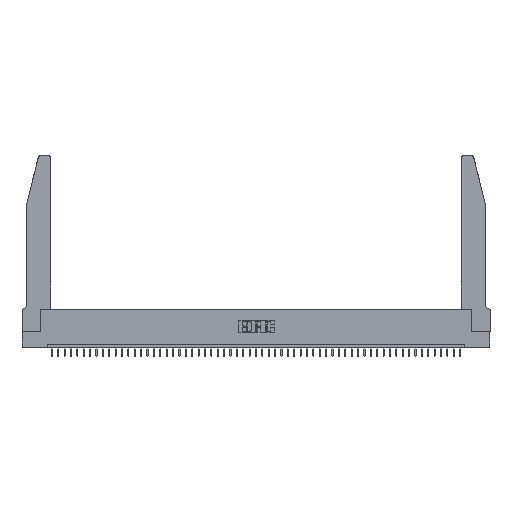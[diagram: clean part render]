
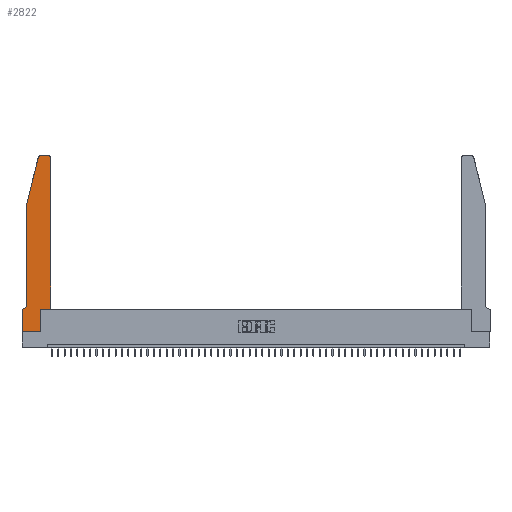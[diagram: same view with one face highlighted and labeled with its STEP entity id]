
A CAD part, top view. The second image highlights one B-rep face of the part: STEP entity #2822.
In plain terms, the highlighted planar face has unit normal (0, 0, 1).
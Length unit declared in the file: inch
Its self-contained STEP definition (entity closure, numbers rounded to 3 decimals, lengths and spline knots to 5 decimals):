
#134 = ORIENTED_EDGE ( 'NONE', *, *, #18898, .T. ) ;
#365 = CARTESIAN_POINT ( 'NONE',  ( 0.4205, 2.72, 0.37 ) ) ;
#432 = CIRCLE ( 'NONE', #28941, 0.03 ) ;
#865 = CARTESIAN_POINT ( 'NONE',  ( 0., 0., 0.37 ) ) ;
#1783 = VERTEX_POINT ( 'NONE', #48749 ) ;
#1916 = CARTESIAN_POINT ( 'NONE',  ( 0.2605, 2.75, 0.37 ) ) ;
#2741 = VERTEX_POINT ( 'NONE', #12081 ) ;
#2822 = ADVANCED_FACE ( 'NONE', ( #24332 ), #32765, .T. ) ;
#3073 = DIRECTION ( 'NONE',  ( 1., 0., 0. ) ) ;
#3742 = CARTESIAN_POINT ( 'NONE',  ( 0.284, 2.75, 0.37 ) ) ;
#3862 = CARTESIAN_POINT ( 'NONE',  ( 0.2865, 0.35, 0.37 ) ) ;
#4059 = ORIENTED_EDGE ( 'NONE', *, *, #42924, .T. ) ;
#4847 = ORIENTED_EDGE ( 'NONE', *, *, #39655, .T. ) ;
#5231 = LINE ( 'NONE', #47838, #47369 ) ;
#5390 = VERTEX_POINT ( 'NONE', #28237 ) ;
#6794 = EDGE_CURVE ( 'NONE', #17552, #50232, #18097, .T. ) ;
#7841 = EDGE_CURVE ( 'NONE', #50232, #10730, #13360, .T. ) ;
#8383 = VECTOR ( 'NONE', #45711, 39.37008 ) ;
#8586 = ORIENTED_EDGE ( 'NONE', *, *, #7841, .T. ) ;
#8779 = EDGE_CURVE ( 'NONE', #5390, #23029, #9930, .T. ) ;
#8953 = CARTESIAN_POINT ( 'NONE',  ( 0.0755, 2., 0.37 ) ) ;
#9046 = DIRECTION ( 'NONE',  ( -1., 0., 0. ) ) ;
#9251 = CARTESIAN_POINT ( 'NONE',  ( 0., 0.35, 0.37 ) ) ;
#9408 = ORIENTED_EDGE ( 'NONE', *, *, #45030, .T. ) ;
#9465 = VERTEX_POINT ( 'NONE', #44386 ) ;
#9930 = LINE ( 'NONE', #37366, #15824 ) ;
#10543 = CARTESIAN_POINT ( 'NONE',  ( 0.0755, 0.42, 0.37 ) ) ;
#10730 = VERTEX_POINT ( 'NONE', #3742 ) ;
#10922 = VERTEX_POINT ( 'NONE', #21037 ) ;
#10994 = DIRECTION ( 'NONE',  ( 0., 0., 1. ) ) ;
#12081 = CARTESIAN_POINT ( 'NONE',  ( 0.2865, 0., 0.37 ) ) ;
#12767 = DIRECTION ( 'NONE',  ( 0., -1., 0. ) ) ;
#13360 = LINE ( 'NONE', #1916, #36211 ) ;
#13580 = ORIENTED_EDGE ( 'NONE', *, *, #6794, .T. ) ;
#13849 = VECTOR ( 'NONE', #19423, 39.37008 ) ;
#13999 = CARTESIAN_POINT ( 'NONE',  ( 0.4505, 2.72, 0.37 ) ) ;
#14025 = DIRECTION ( 'NONE',  ( 1., 0., 0. ) ) ;
#14033 = DIRECTION ( 'NONE',  ( -1., 0., 0. ) ) ;
#14103 = CARTESIAN_POINT ( 'NONE',  ( 0.4505, 0.35, 0.37 ) ) ;
#14230 = CARTESIAN_POINT ( 'NONE',  ( 0.0755, 2., 0.37 ) ) ;
#15740 = DIRECTION ( 'NONE',  ( -0.239, -0.971, 0. ) ) ;
#15824 = VECTOR ( 'NONE', #3073, 39.37008 ) ;
#16478 = LINE ( 'NONE', #23405, #37742 ) ;
#17439 = LINE ( 'NONE', #14103, #8383 ) ;
#17552 = VERTEX_POINT ( 'NONE', #13999 ) ;
#18097 = CIRCLE ( 'NONE', #32833, 0.03 ) ;
#18395 = CARTESIAN_POINT ( 'NONE',  ( 0.284, 2.72, 0.37 ) ) ;
#18898 = EDGE_CURVE ( 'NONE', #35748, #9465, #34893, .T. ) ;
#19423 = DIRECTION ( 'NONE',  ( 0., 1., 0. ) ) ;
#19725 = DIRECTION ( 'NONE',  ( 1., 0., 0. ) ) ;
#20740 = DIRECTION ( 'NONE',  ( 0., 0., 1. ) ) ;
#21037 = CARTESIAN_POINT ( 'NONE',  ( 0.0055, 0.35, 0.37 ) ) ;
#21710 = EDGE_CURVE ( 'NONE', #9465, #2741, #5231, .T. ) ;
#23029 = VERTEX_POINT ( 'NONE', #29261 ) ;
#23250 = LINE ( 'NONE', #3862, #13849 ) ;
#23405 = CARTESIAN_POINT ( 'NONE',  ( 0.0755, 2., 0.37 ) ) ;
#23640 = VECTOR ( 'NONE', #12767, 39.37008 ) ;
#23699 = EDGE_CURVE ( 'NONE', #40081, #32437, #27097, .T. ) ;
#24332 = FACE_OUTER_BOUND ( 'NONE', #39950, .T. ) ;
#25858 = EDGE_CURVE ( 'NONE', #1783, #40081, #16478, .T. ) ;
#27097 = LINE ( 'NONE', #8953, #23640 ) ;
#28094 = ORIENTED_EDGE ( 'NONE', *, *, #21710, .T. ) ;
#28220 = DIRECTION ( 'NONE',  ( 1., 0., 0. ) ) ;
#28237 = CARTESIAN_POINT ( 'NONE',  ( 0.2865, 0.35, 0.37 ) ) ;
#28941 = AXIS2_PLACEMENT_3D ( 'NONE', #18395, #10994, #14025 ) ;
#29261 = CARTESIAN_POINT ( 'NONE',  ( 0.4505, 0.35, 0.37 ) ) ;
#29281 = EDGE_CURVE ( 'NONE', #23029, #17552, #17439, .T. ) ;
#30307 = DIRECTION ( 'NONE',  ( 0., 0., -1. ) ) ;
#31766 = ORIENTED_EDGE ( 'NONE', *, *, #23699, .T. ) ;
#32437 = VERTEX_POINT ( 'NONE', #10543 ) ;
#32475 = CIRCLE ( 'NONE', #38320, 0.07 ) ;
#32765 = PLANE ( 'NONE',  #41278 ) ;
#32833 = AXIS2_PLACEMENT_3D ( 'NONE', #365, #38512, #19725 ) ;
#33012 = ORIENTED_EDGE ( 'NONE', *, *, #8779, .T. ) ;
#33381 = ORIENTED_EDGE ( 'NONE', *, *, #48898, .T. ) ;
#34594 = CARTESIAN_POINT ( 'NONE',  ( 0.4205, 2.75, 0.37 ) ) ;
#34893 = LINE ( 'NONE', #865, #43979 ) ;
#35034 = ORIENTED_EDGE ( 'NONE', *, *, #25858, .T. ) ;
#35748 = VERTEX_POINT ( 'NONE', #44763 ) ;
#36211 = VECTOR ( 'NONE', #9046, 39.37008 ) ;
#37366 = CARTESIAN_POINT ( 'NONE',  ( 0.4505, 0.35, 0.37 ) ) ;
#37742 = VECTOR ( 'NONE', #15740, 39.37008 ) ;
#37927 = LINE ( 'NONE', #48773, #50421 ) ;
#38320 = AXIS2_PLACEMENT_3D ( 'NONE', #41907, #30307, #46027 ) ;
#38512 = DIRECTION ( 'NONE',  ( 0., 0., 1. ) ) ;
#39655 = EDGE_CURVE ( 'NONE', #10922, #35748, #37927, .T. ) ;
#39950 = EDGE_LOOP ( 'NONE', ( #8586, #33381, #35034, #31766, #4059, #4847, #134, #28094, #9408, #33012, #42946, #13580 ) ) ;
#40081 = VERTEX_POINT ( 'NONE', #14230 ) ;
#41278 = AXIS2_PLACEMENT_3D ( 'NONE', #9251, #20740, #48531 ) ;
#41907 = CARTESIAN_POINT ( 'NONE',  ( 0.0055, 0.42, 0.37 ) ) ;
#42924 = EDGE_CURVE ( 'NONE', #32437, #10922, #32475, .T. ) ;
#42946 = ORIENTED_EDGE ( 'NONE', *, *, #29281, .T. ) ;
#43979 = VECTOR ( 'NONE', #46751, 39.37008 ) ;
#44386 = CARTESIAN_POINT ( 'NONE',  ( 0., 0., 0.37 ) ) ;
#44763 = CARTESIAN_POINT ( 'NONE',  ( 0., 0.35, 0.37 ) ) ;
#45030 = EDGE_CURVE ( 'NONE', #2741, #5390, #23250, .T. ) ;
#45711 = DIRECTION ( 'NONE',  ( 0., 1., 0. ) ) ;
#46027 = DIRECTION ( 'NONE',  ( -1., 0., 0. ) ) ;
#46751 = DIRECTION ( 'NONE',  ( 0., -1., 0. ) ) ;
#47369 = VECTOR ( 'NONE', #28220, 39.37008 ) ;
#47838 = CARTESIAN_POINT ( 'NONE',  ( 0., 0., 0.37 ) ) ;
#48531 = DIRECTION ( 'NONE',  ( 1., 0., 0. ) ) ;
#48749 = CARTESIAN_POINT ( 'NONE',  ( 0.25487, 2.72718, 0.37 ) ) ;
#48773 = CARTESIAN_POINT ( 'NONE',  ( 0.0755, 0.35, 0.37 ) ) ;
#48898 = EDGE_CURVE ( 'NONE', #10730, #1783, #432, .T. ) ;
#50232 = VERTEX_POINT ( 'NONE', #34594 ) ;
#50421 = VECTOR ( 'NONE', #14033, 39.37008 ) ;
